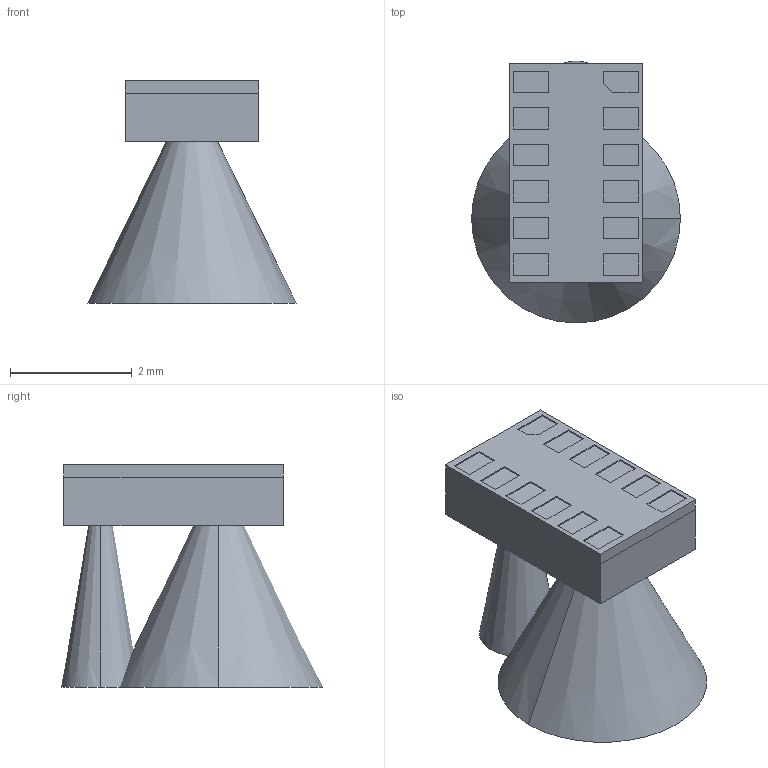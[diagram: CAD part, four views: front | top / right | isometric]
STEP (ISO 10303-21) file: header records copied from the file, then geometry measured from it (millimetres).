
FILE_DESCRIPTION (( 'STEP AP214' ), '1' );
FILE_NAME ('TMF8806_FOI_FOV.STEP', '2024-03-25T15:27:28', ( '' ), ( '' ), 'SwSTEP 2.0', 'SolidWorks 2022', '' );
FILE_SCHEMA (( 'AUTOMOTIVE_DESIGN' ));
Length unit declared in the file: millimetre
Products named in the file (7): TMF8806_CAP; TMF8806_FOI_FOV; TMF8806_PCB; TMF8806_FOV_1e2; TMF8806_FOI_1e2; TMF8806_FOV_FWHM; TMF8806_EMC_Standard
Assembly tree (6 placements, depth 2):
  TMF8806_FOI_FOV
    TMF8806_PCB
    TMF8806_EMC_Standard
    TMF8806_CAP
    TMF8806_FOI_1e2
    TMF8806_FOV_FWHM
    TMF8806_FOV_1e2
Bounding box: 3.43 x 4.3 x 3.65 mm (x, y, z)
Volume: 24.2 mm3; surface area: 121.7 mm2
Topology: 6 solids, 6 shells, 138 faces, 334 edges, 221 vertices
Faces by surface type: plane 119, cone 17, bspline 2
Entity records: 4576 total; most frequent: CARTESIAN_POINT 908, ORIENTED_EDGE 664, DIRECTION 650, EDGE_CURVE 332, VECTOR 292, LINE 292, VERTEX_POINT 221, AXIS2_PLACEMENT_3D 179
